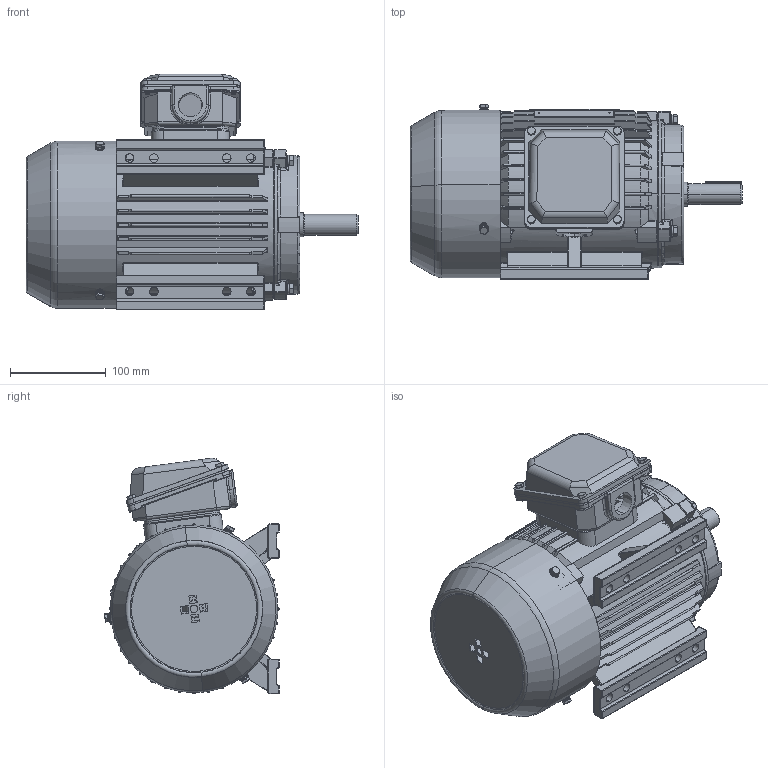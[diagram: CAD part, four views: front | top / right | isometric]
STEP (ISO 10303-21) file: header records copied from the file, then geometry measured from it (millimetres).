
FILE_DESCRIPTION (( 'STEP AP214' ), '1' );
FILE_NAME ('MTCP143T.STEP', '2018-03-07T15:39:09', ( '' ), ( '' ), 'SwSTEP 2.0', 'SolidWorks 2017', '' );
FILE_SCHEMA (( 'AUTOMOTIVE_DESIGN' ));
Length unit declared in the file: millimetre
Products named in the file (21): PE140接线盒座_默认_按加工_; hex head bolts-full thread grade c gb_GB_FASTENER_BOLT_HHBFTC M5X10-N; PE140粣芛  瑞珔傷; PE140粣芛  堤粣傷; plain washers-n series-grade a gb_GB_FASTENER_WASHER_PWNA 5; PE140瑞欶; hex head bolts-full thread grade c gb_GB_FASTENER_BOLT_HHBFTC M6X35-N; spring lock washers--normal type gb_GB_FASTENER_WASHER_SW 6; PE140嘎殤躇猾; PE140諉盄碟裔; PE140綴傷裔樓馱璃; PE140諉盄碟釱菜; PE143儂釱樓馱璃; plain washers-n series-grade a gb_GB_FASTENER_WASHER_PWNA 6; spring lock washers--normal type gb_GB_FASTENER_WASHER_SW 5; hex head bolts-full thread grade c gb_GB_FASTENER_BOLT_HHBFTC M5X12-N; MTCP143T; PE140梓袧ヶ傷裔; PE140源瑩; PE140諉盄碟裔菜; 諉盄碟蚾饜极 _1_
Assembly tree (48 placements, depth 3):
  MTCP143T
    諉盄碟蚾饜极 _1_
      PE140接线盒座_默认_按加工_
      PE140諉盄碟裔菜
      hex head bolts-full thread grade c gb_GB_FASTENER_BOLT_HHBFTC M5X12-N  x8
      PE140諉盄碟裔
      PE140諉盄碟釱菜
    PE143儂釱樓馱璃
    PE140綴傷裔樓馱璃
    PE140粣芛  瑞珔傷
    PE140梓袧ヶ傷裔
    PE140粣芛  堤粣傷
    hex head bolts-full thread grade c gb_GB_FASTENER_BOLT_HHBFTC M6X35-N  x6
    spring lock washers--normal type gb_GB_FASTENER_WASHER_SW 6  x6
    plain washers-n series-grade a gb_GB_FASTENER_WASHER_PWNA 6  x6
    PE140瑞欶
    hex head bolts-full thread grade c gb_GB_FASTENER_BOLT_HHBFTC M5X10-N  x3
    spring lock washers--normal type gb_GB_FASTENER_WASHER_SW 5  x3
    plain washers-n series-grade a gb_GB_FASTENER_WASHER_PWNA 5  x3
    PE140嘎殤躇猾
    PE140源瑩
Bounding box: 347.55 x 182.39 x 246.78 mm (x, y, z)
Volume: 1685103.8 mm3; surface area: 685883.6 mm2
Topology: 47 solids, 47 shells, 2450 faces, 6168 edges, 3810 vertices
Faces by surface type: cylinder 964, plane 722, cone 359, torus 229, bspline 121, sphere 55
Entity records: 79254 total; most frequent: CARTESIAN_POINT 30049, ORIENTED_EDGE 10370, DIRECTION 9957, EDGE_CURVE 5185, AXIS2_PLACEMENT_3D 3886, VERTEX_POINT 3244, EDGE_LOOP 2217, VECTOR 2185
